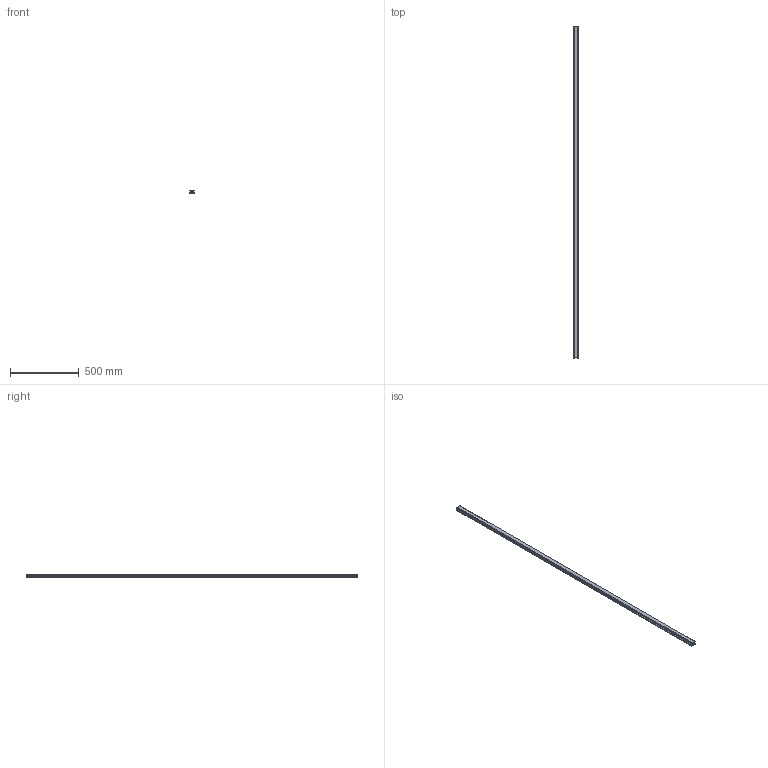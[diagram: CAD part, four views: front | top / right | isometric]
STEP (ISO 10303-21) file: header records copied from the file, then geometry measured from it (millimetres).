
FILE_DESCRIPTION(('STEP AP214'),'1');
FILE_NAME('cctmp_5C2F33BF-06FE-4F7A-AC4B-4A2A3F2CBFAA_2021_01_27_10_32_34_0961..stp','2021-01-27T09:32:35',('HIWIN GmbH'),('CADClick - www.CADClick.com'),'Spatial InterOp 3D',' ','unknown authorization');
FILE_SCHEMA(('AUTOMOTIVE_DESIGN'));
Length unit declared in the file: millimetre
Products named in the file (1): HGR35T2420C_FILE
Bounding box: 34 x 2420 x 29 mm (x, y, z)
Volume: 2040717.5 mm3; surface area: 328416.6 mm2
Topology: 1 solids, 1 shells, 239 faces, 637 edges, 373 vertices
Faces by surface type: plane 93, cylinder 84, cone 62
Entity records: 8865 total; most frequent: DIRECTION 1223, CARTESIAN_POINT 1188, ORIENTED_EDGE 1150, EDGE_CURVE 575, AXIS2_PLACEMENT_3D 408, LINE 407, VECTOR 407, VERTEX_POINT 373
